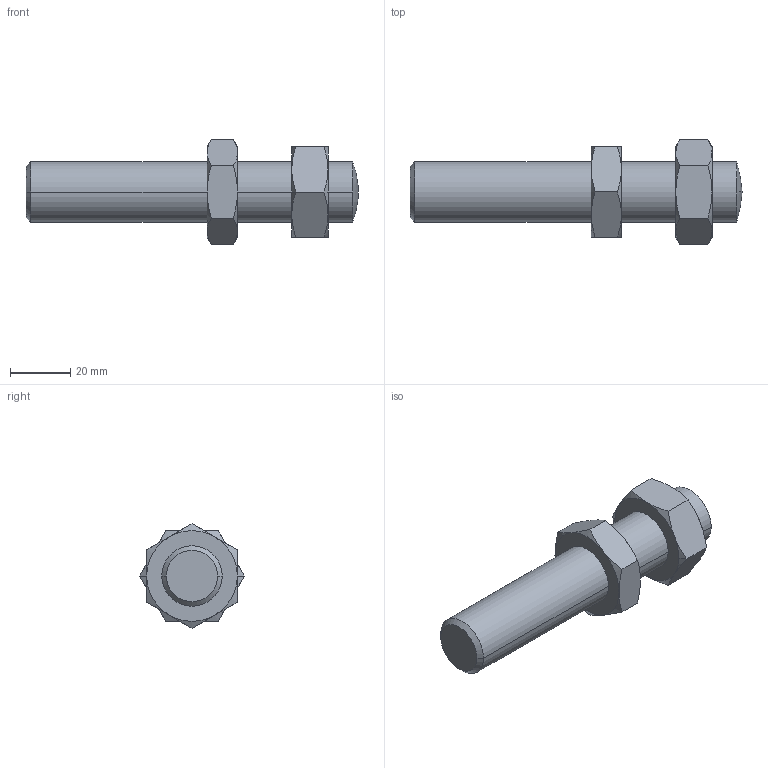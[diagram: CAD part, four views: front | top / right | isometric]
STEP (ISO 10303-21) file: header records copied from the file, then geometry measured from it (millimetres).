
FILE_DESCRIPTION( ( '' ), '1' );
FILE_NAME( 'K0306.20_(50).stp', '2012-10-30T14:54:27', ( '' ), ( '' ), ' ', ' ', ' ' );
FILE_SCHEMA( ( 'CONFIG_CONTROL_DESIGN' ) );
Length unit declared in the file: millimetre
Products named in the file (1): 1
Bounding box: 109.93 x 34.64 x 34.64 mm (x, y, z)
Volume: 44319.2 mm3; surface area: 9993.9 mm2
Topology: 1 solids, 1 shells, 55 faces, 117 edges, 68 vertices
Faces by surface type: cone 30, plane 17, cylinder 6, sphere 2
Entity records: 1452 total; most frequent: CARTESIAN_POINT 337, ORIENTED_EDGE 234, DIRECTION 226, EDGE_CURVE 117, AXIS2_PLACEMENT_3D 101, VERTEX_POINT 68, EDGE_LOOP 59, ADVANCED_FACE 55
